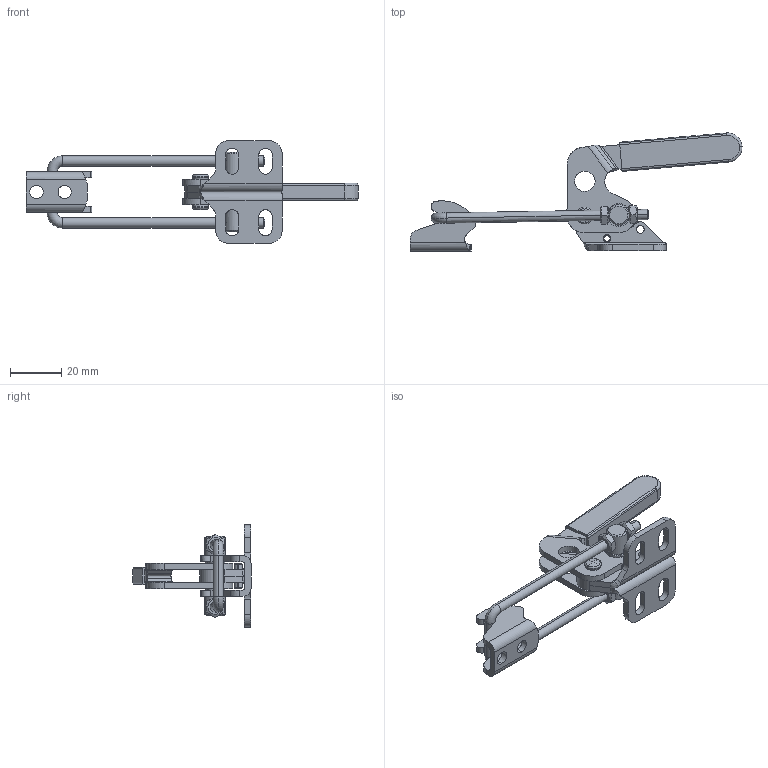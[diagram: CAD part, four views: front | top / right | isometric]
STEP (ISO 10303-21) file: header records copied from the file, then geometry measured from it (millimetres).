
FILE_DESCRIPTION(('CATIA V5 STEP Exchange'),'2;1');
FILE_NAME('VERSCHLUSSSPANNER_TS_HC_210_H_357893.stp','2018-08-16T12:06:04+00:00',('none'),('none'),'CATIA Version 5 Release 19 SP 9 (IN-10)','CATIA V5 STEP AP214','none');
FILE_SCHEMA(('AUTOMOTIVE_DESIGN { 1 0 10303 214 1 1 1 1 }'));
Length unit declared in the file: millimetre
Products named in the file (1): VERSCHLUSSSPANNER_TS_HC_210_H_357893
Bounding box: 129.61 x 46.1 x 40 mm (x, y, z)
Volume: 16248.3 mm3; surface area: 14803.1 mm2
Topology: 3 solids, 3 shells, 371 faces, 1057 edges, 697 vertices
Faces by surface type: cylinder 155, plane 142, cone 30, torus 20, bspline 18, sphere 6
Entity records: 15906 total; most frequent: CARTESIAN_POINT 6762, ORIENTED_EDGE 2106, DIRECTION 1427, EDGE_CURVE 1053, VERTEX_POINT 697, AXIS2_PLACEMENT_3D 620, VECTOR 474, LINE 474
